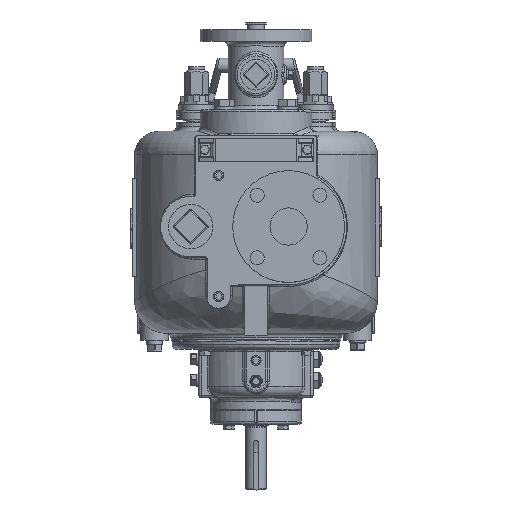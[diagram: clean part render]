
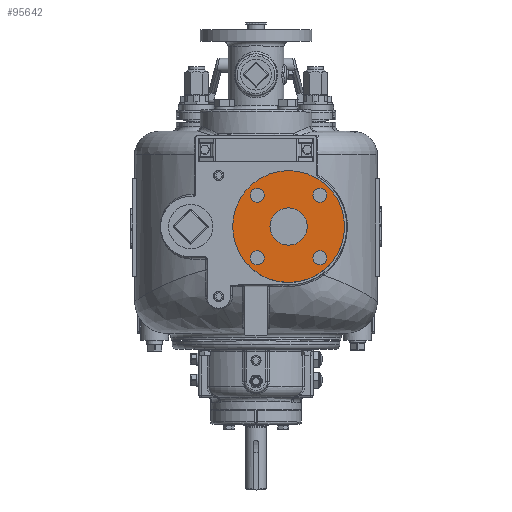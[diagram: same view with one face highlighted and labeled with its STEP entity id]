
A CAD part, top view. The second image highlights one B-rep face of the part: STEP entity #95642.
In plain terms, the highlighted planar face has unit normal (0, 0, 1).
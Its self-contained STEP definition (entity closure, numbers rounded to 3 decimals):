
#3701=CIRCLE('',#100555,25.4);
#3732=CIRCLE('',#100616,9.525);
#3733=CIRCLE('',#100617,9.525);
#3734=CIRCLE('',#100618,9.525);
#3735=CIRCLE('',#100619,9.525);
#3736=CIRCLE('',#100620,76.2);
#13259=ORIENTED_EDGE('',*,*,#30023,.T.);
#13260=ORIENTED_EDGE('',*,*,#30024,.T.);
#13261=ORIENTED_EDGE('',*,*,#30025,.T.);
#13262=ORIENTED_EDGE('',*,*,#30026,.T.);
#13263=ORIENTED_EDGE('',*,*,#30027,.F.);
#13264=ORIENTED_EDGE('',*,*,#29958,.T.);
#29958=EDGE_CURVE('',#38714,#38714,#3701,.T.);
#30023=EDGE_CURVE('',#38753,#38753,#3732,.T.);
#30024=EDGE_CURVE('',#38754,#38754,#3733,.T.);
#30025=EDGE_CURVE('',#38755,#38755,#3734,.T.);
#30026=EDGE_CURVE('',#38756,#38756,#3735,.T.);
#30027=EDGE_CURVE('',#38757,#38757,#3736,.T.);
#38714=VERTEX_POINT('',#140831);
#38753=VERTEX_POINT('',#141025);
#38754=VERTEX_POINT('',#141027);
#38755=VERTEX_POINT('',#141029);
#38756=VERTEX_POINT('',#141031);
#38757=VERTEX_POINT('',#141033);
#55074=EDGE_LOOP('',(#13259));
#55075=EDGE_LOOP('',(#13260));
#55076=EDGE_LOOP('',(#13261));
#55077=EDGE_LOOP('',(#13262));
#55078=EDGE_LOOP('',(#13263));
#55079=EDGE_LOOP('',(#13264));
#59832=FACE_BOUND('',#55074,.T.);
#59833=FACE_BOUND('',#55075,.T.);
#59834=FACE_BOUND('',#55076,.T.);
#59835=FACE_BOUND('',#55077,.T.);
#59836=FACE_BOUND('',#55078,.T.);
#59837=FACE_BOUND('',#55079,.T.);
#63625=PLANE('',#100615);
#95642=ADVANCED_FACE('',(#59832,#59833,#59834,#59835,#59836,#59837),#63625,
 .F.);
#100555=AXIS2_PLACEMENT_3D('',#140830,#111406,#111407);
#100615=AXIS2_PLACEMENT_3D('',#141023,#111556,#111557);
#100616=AXIS2_PLACEMENT_3D('',#141024,#111558,#111559);
#100617=AXIS2_PLACEMENT_3D('',#141026,#111560,#111561);
#100618=AXIS2_PLACEMENT_3D('',#141028,#111562,#111563);
#100619=AXIS2_PLACEMENT_3D('',#141030,#111564,#111565);
#100620=AXIS2_PLACEMENT_3D('',#141032,#111566,#111567);
#111406=DIRECTION('',(0.,0.,-1.));
#111407=DIRECTION('',(0.,1.,0.));
#111556=DIRECTION('',(0.,0.,-1.));
#111557=DIRECTION('',(0.,1.,0.));
#111558=DIRECTION('',(0.,0.,-1.));
#111559=DIRECTION('',(1.,0.,0.));
#111560=DIRECTION('',(0.,0.,-1.));
#111561=DIRECTION('',(0.,-1.,0.));
#111562=DIRECTION('',(0.,0.,-1.));
#111563=DIRECTION('',(-1.,0.,0.));
#111564=DIRECTION('',(0.,0.,-1.));
#111565=DIRECTION('',(0.,1.,0.));
#111566=DIRECTION('',(0.,0.,-1.));
#111567=DIRECTION('',(0.,1.,0.));
#140830=CARTESIAN_POINT('',(44.45,0.,398.678));
#140831=CARTESIAN_POINT('',(44.45,25.4,398.678));
#141023=CARTESIAN_POINT('',(44.45,0.,398.678));
#141024=CARTESIAN_POINT('',(87.106,-42.656,398.678));
#141025=CARTESIAN_POINT('',(96.631,-42.656,398.678));
#141026=CARTESIAN_POINT('',(1.794,-42.656,398.678));
#141027=CARTESIAN_POINT('',(1.794,-52.181,398.678));
#141028=CARTESIAN_POINT('',(1.794,42.656,398.678));
#141029=CARTESIAN_POINT('',(-7.731,42.656,398.678));
#141030=CARTESIAN_POINT('',(87.106,42.656,398.678));
#141031=CARTESIAN_POINT('',(87.106,52.181,398.678));
#141032=CARTESIAN_POINT('',(44.45,0.,398.678));
#141033=CARTESIAN_POINT('',(44.45,76.2,398.678));
